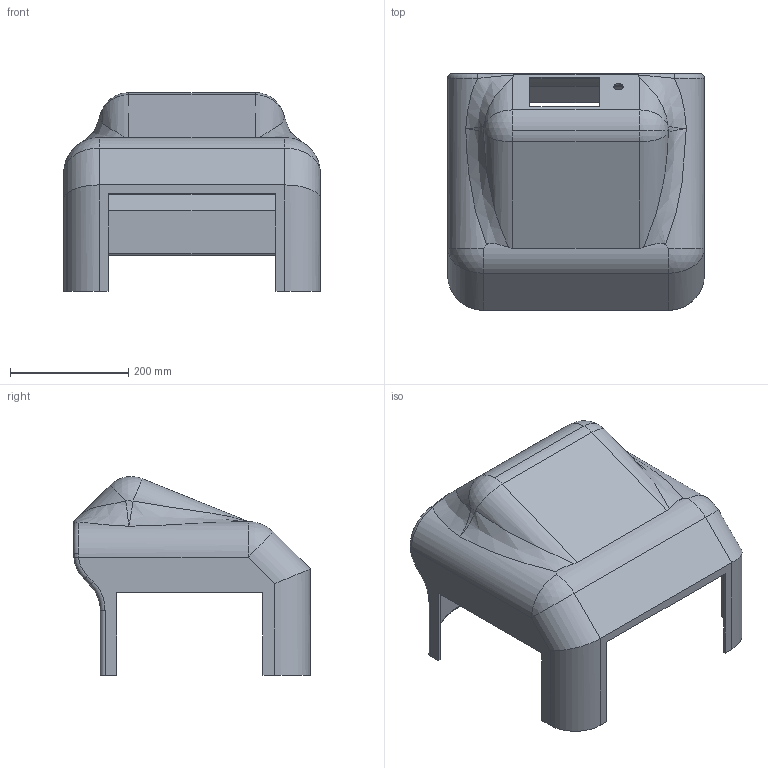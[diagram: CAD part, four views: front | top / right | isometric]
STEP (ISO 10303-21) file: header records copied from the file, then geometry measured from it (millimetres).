
FILE_DESCRIPTION (( 'STEP AP214' ), '1' );
FILE_NAME ('deliver_box_front.STEP', '2019-03-06T07:59:42', ( '' ), ( '' ), 'SwSTEP 2.0', 'SolidWorks 2011', '' );
FILE_SCHEMA (( 'AUTOMOTIVE_DESIGN' ));
Length unit declared in the file: millimetre
Products named in the file (1): deliver_box_front
Bounding box: 434 x 400 x 336.11 mm (x, y, z)
Volume: 1896781.4 mm3; surface area: 808800.4 mm2
Topology: 1 solids, 1 shells, 143 faces, 356 edges, 213 vertices
Faces by surface type: cylinder 50, plane 43, bspline 26, torus 14, sphere 10
Entity records: 6272 total; most frequent: CARTESIAN_POINT 3032, ORIENTED_EDGE 708, DIRECTION 637, EDGE_CURVE 354, AXIS2_PLACEMENT_3D 241, VERTEX_POINT 213, VECTOR 155, LINE 155
